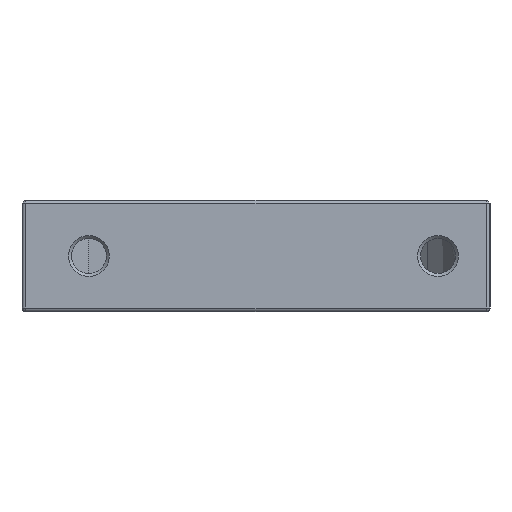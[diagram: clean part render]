
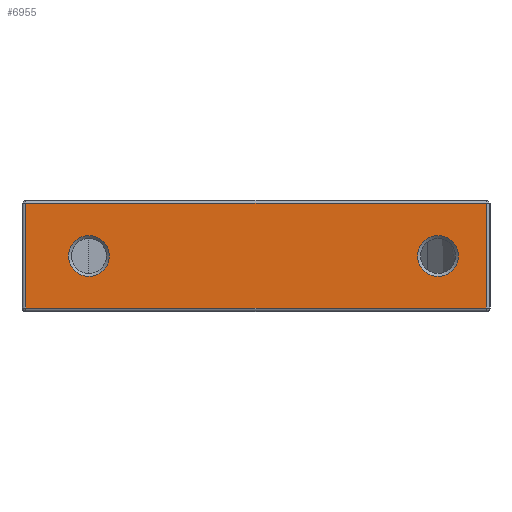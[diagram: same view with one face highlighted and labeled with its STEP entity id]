
A CAD part, left-side view. The second image highlights one B-rep face of the part: STEP entity #6955.
In plain terms, the highlighted planar face has unit normal (-1, 0, 0).
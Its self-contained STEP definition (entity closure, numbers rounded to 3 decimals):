
#34=FACE_BOUND('',#1126,.T.);
#35=FACE_BOUND('',#1127,.T.);
#221=PLANE('',#7589);
#733=FACE_OUTER_BOUND('',#1125,.T.);
#1125=EDGE_LOOP('',(#5993,#5994,#5995,#5996));
#1126=EDGE_LOOP('',(#5997));
#1127=EDGE_LOOP('',(#5998));
#1493=CIRCLE('',#7587,2.75);
#1495=CIRCLE('',#7590,2.75);
#2085=LINE('',#11627,#2760);
#2155=LINE('',#11904,#2830);
#2156=LINE('',#11906,#2831);
#2157=LINE('',#11907,#2832);
#2760=VECTOR('',#9166,10.);
#2830=VECTOR('',#9412,10.);
#2831=VECTOR('',#9413,10.);
#2832=VECTOR('',#9414,10.);
#3410=VERTEX_POINT('',#11620);
#3411=VERTEX_POINT('',#11624);
#3471=VERTEX_POINT('',#11897);
#3473=VERTEX_POINT('',#11903);
#3474=VERTEX_POINT('',#11905);
#3475=VERTEX_POINT('',#11908);
#4303=EDGE_CURVE('',#3410,#3411,#2085,.T.);
#4415=EDGE_CURVE('',#3471,#3471,#1493,.T.);
#4418=EDGE_CURVE('',#3411,#3473,#2155,.T.);
#4419=EDGE_CURVE('',#3473,#3474,#2156,.T.);
#4420=EDGE_CURVE('',#3474,#3410,#2157,.T.);
#4421=EDGE_CURVE('',#3475,#3475,#1495,.T.);
#5993=ORIENTED_EDGE('',*,*,#4303,.T.);
#5994=ORIENTED_EDGE('',*,*,#4418,.T.);
#5995=ORIENTED_EDGE('',*,*,#4419,.T.);
#5996=ORIENTED_EDGE('',*,*,#4420,.T.);
#5997=ORIENTED_EDGE('',*,*,#4421,.T.);
#5998=ORIENTED_EDGE('',*,*,#4415,.T.);
#6955=ADVANCED_FACE('',(#733,#34,#35),#221,.F.);
#7587=AXIS2_PLACEMENT_3D('',#11898,#9405,#9406);
#7589=AXIS2_PLACEMENT_3D('',#11902,#9410,#9411);
#7590=AXIS2_PLACEMENT_3D('',#11909,#9415,#9416);
#9166=DIRECTION('',(0.,1.,0.));
#9405=DIRECTION('center_axis',(1.,0.,0.));
#9406=DIRECTION('ref_axis',(0.,0.,1.));
#9410=DIRECTION('center_axis',(1.,0.,0.));
#9411=DIRECTION('ref_axis',(0.,-1.,0.));
#9412=DIRECTION('',(0.,0.,-1.));
#9413=DIRECTION('',(0.,-1.,0.));
#9414=DIRECTION('',(0.,0.,1.));
#9415=DIRECTION('center_axis',(1.,0.,0.));
#9416=DIRECTION('ref_axis',(0.,0.,1.));
#11620=CARTESIAN_POINT('',(75.,5.5,-0.4));
#11624=CARTESIAN_POINT('',(75.,67.5,-0.4));
#11627=CARTESIAN_POINT('',(75.,52.25,-0.4));
#11897=CARTESIAN_POINT('',(75.,59.,-10.25));
#11898=CARTESIAN_POINT('Origin',(75.,59.,-7.5));
#11902=CARTESIAN_POINT('Origin',(75.,68.,0.));
#11903=CARTESIAN_POINT('',(75.,67.5,-14.5));
#11904=CARTESIAN_POINT('',(75.,67.5,0.));
#11905=CARTESIAN_POINT('',(75.,5.5,-14.5));
#11906=CARTESIAN_POINT('',(75.,52.25,-14.5));
#11907=CARTESIAN_POINT('',(75.,5.5,0.));
#11908=CARTESIAN_POINT('',(75.,12.,-10.25));
#11909=CARTESIAN_POINT('Origin',(75.,12.,-7.5));
